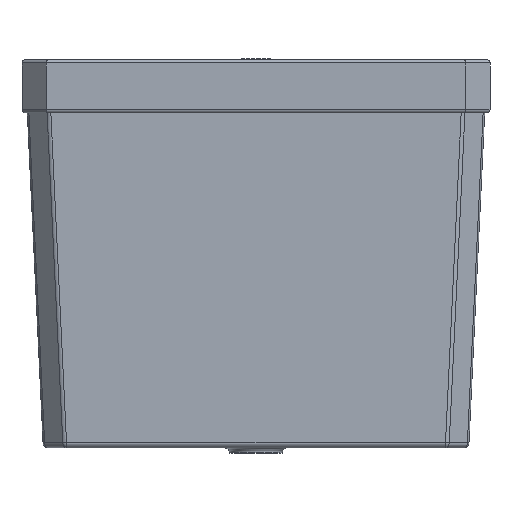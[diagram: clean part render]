
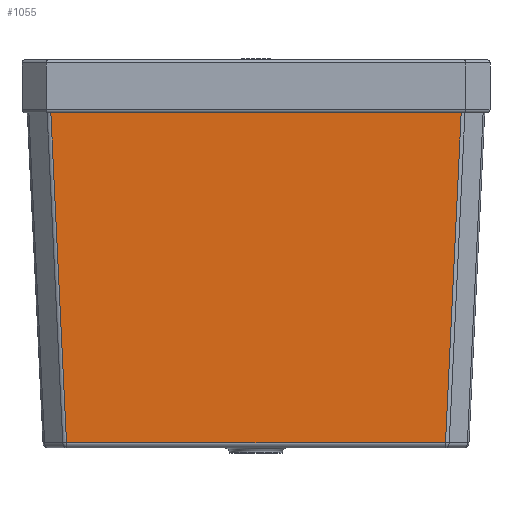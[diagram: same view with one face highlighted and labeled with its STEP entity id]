
A CAD part, front view. The second image highlights one B-rep face of the part: STEP entity #1055.
In plain terms, the highlighted planar face has unit normal (0, -1, 0).
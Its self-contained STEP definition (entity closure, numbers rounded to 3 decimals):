
#506=CARTESIAN_POINT('',(342.139,-130.734,5.0));
#507=VERTEX_POINT('',#506);
#515=CARTESIAN_POINT('',(-14.145,-130.734,5.0));
#516=VERTEX_POINT('',#515);
#517=CARTESIAN_POINT('',(342.139,-130.734,5.0));
#518=DIRECTION('',(-1.0,0.0,0.0));
#519=VECTOR('',#518,356.284);
#520=LINE('',#517,#519);
#521=EDGE_CURVE('',#507,#516,#520,.T.);
#817=CARTESIAN_POINT('',(356.901,-130.734,315.0));
#818=VERTEX_POINT('',#817);
#826=CARTESIAN_POINT('',(356.901,-130.734,315.0));
#827=DIRECTION('',(-0.048,0.0,-0.999));
#828=VECTOR('',#827,310.351);
#829=LINE('',#826,#828);
#830=EDGE_CURVE('',#818,#507,#829,.T.);
#1032=CARTESIAN_POINT('',(363.997,-130.734,0.0));
#1033=DIRECTION('',(0.0,1.0,0.0));
#1034=DIRECTION('',(0.0,0.0,1.0));
#1035=AXIS2_PLACEMENT_3D('',#1032,#1033,#1034);
#1036=PLANE('',#1035);
#1037=ORIENTED_EDGE('',*,*,#521,.F.);
#1038=ORIENTED_EDGE('',*,*,#830,.F.);
#1039=CARTESIAN_POINT('',(-28.907,-130.734,315.0));
#1040=VERTEX_POINT('',#1039);
#1041=CARTESIAN_POINT('',(356.901,-130.734,315.0));
#1042=DIRECTION('',(-1.0,0.0,0.0));
#1043=VECTOR('',#1042,385.808);
#1044=LINE('',#1041,#1043);
#1045=EDGE_CURVE('',#818,#1040,#1044,.T.);
#1046=ORIENTED_EDGE('',*,*,#1045,.T.);
#1047=CARTESIAN_POINT('',(-14.145,-130.734,5.0));
#1048=DIRECTION('',(-0.048,0.0,0.999));
#1049=VECTOR('',#1048,310.351);
#1050=LINE('',#1047,#1049);
#1051=EDGE_CURVE('',#516,#1040,#1050,.T.);
#1052=ORIENTED_EDGE('',*,*,#1051,.F.);
#1053=EDGE_LOOP('',(#1037,#1038,#1046,#1052));
#1054=FACE_OUTER_BOUND('',#1053,.T.);
#1055=ADVANCED_FACE('',(#1054),#1036,.F.);
